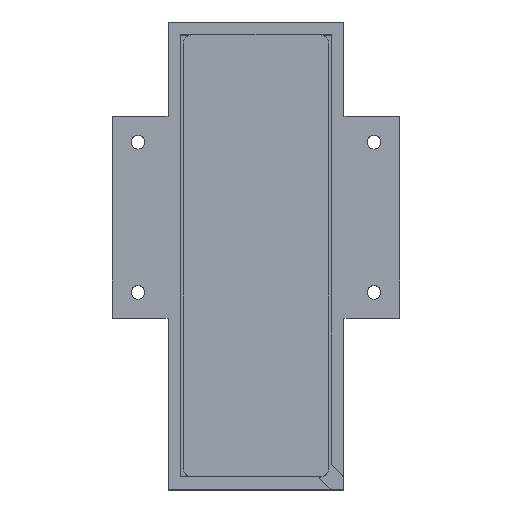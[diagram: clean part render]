
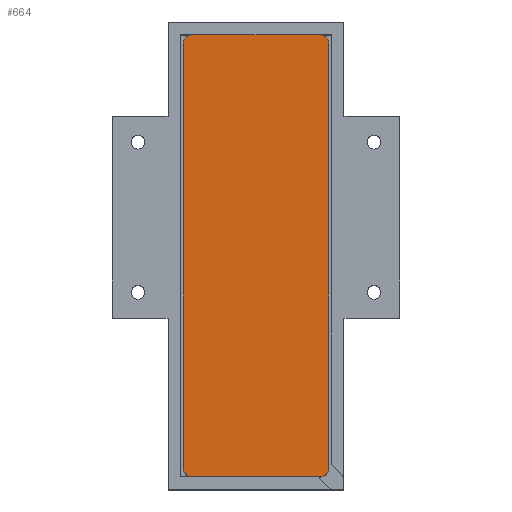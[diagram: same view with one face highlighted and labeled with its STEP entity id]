
A CAD part, top view. The second image highlights one B-rep face of the part: STEP entity #664.
In plain terms, the highlighted planar face has unit normal (0, 0, 1).
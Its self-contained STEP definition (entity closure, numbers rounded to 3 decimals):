
#36=PLANE('',#723);
#67=FACE_OUTER_BOUND('',#102,.T.);
#102=EDGE_LOOP('',(#501,#502,#503,#504,#505,#506,#507,#508));
#140=LINE('',#959,#217);
#146=LINE('',#980,#223);
#150=LINE('',#991,#227);
#151=LINE('',#993,#228);
#217=VECTOR('',#774,10.);
#223=VECTOR('',#794,10.);
#227=VECTOR('',#808,10.);
#228=VECTOR('',#811,10.);
#290=CIRCLE('',#707,2.);
#295=CIRCLE('',#715,2.);
#296=CIRCLE('',#718,2.);
#297=CIRCLE('',#720,2.);
#306=VERTEX_POINT('',#946);
#307=VERTEX_POINT('',#947);
#311=VERTEX_POINT('',#957);
#317=VERTEX_POINT('',#973);
#318=VERTEX_POINT('',#974);
#319=VERTEX_POINT('',#979);
#320=VERTEX_POINT('',#983);
#321=VERTEX_POINT('',#987);
#368=EDGE_CURVE('',#306,#307,#290,.T.);
#374=EDGE_CURVE('',#306,#311,#140,.T.);
#381=EDGE_CURVE('',#317,#318,#295,.T.);
#384=EDGE_CURVE('',#319,#318,#146,.T.);
#386=EDGE_CURVE('',#319,#320,#296,.T.);
#388=EDGE_CURVE('',#321,#311,#297,.T.);
#390=EDGE_CURVE('',#321,#320,#150,.T.);
#391=EDGE_CURVE('',#317,#307,#151,.T.);
#501=ORIENTED_EDGE('',*,*,#368,.F.);
#502=ORIENTED_EDGE('',*,*,#374,.T.);
#503=ORIENTED_EDGE('',*,*,#388,.F.);
#504=ORIENTED_EDGE('',*,*,#390,.T.);
#505=ORIENTED_EDGE('',*,*,#386,.F.);
#506=ORIENTED_EDGE('',*,*,#384,.T.);
#507=ORIENTED_EDGE('',*,*,#381,.F.);
#508=ORIENTED_EDGE('',*,*,#391,.T.);
#664=ADVANCED_FACE('',(#67),#36,.T.);
#707=AXIS2_PLACEMENT_3D('',#948,#764,#765);
#715=AXIS2_PLACEMENT_3D('',#975,#788,#789);
#718=AXIS2_PLACEMENT_3D('',#984,#798,#799);
#720=AXIS2_PLACEMENT_3D('',#988,#803,#804);
#723=AXIS2_PLACEMENT_3D('',#994,#812,#813);
#764=DIRECTION('center_axis',(0.,0.,-1.));
#765=DIRECTION('ref_axis',(-0.707,0.707,0.));
#774=DIRECTION('',(0.,-1.,0.));
#788=DIRECTION('center_axis',(0.,0.,-1.));
#789=DIRECTION('ref_axis',(0.707,0.707,0.));
#794=DIRECTION('',(0.,1.,0.));
#798=DIRECTION('center_axis',(0.,0.,-1.));
#799=DIRECTION('ref_axis',(0.707,-0.707,0.));
#803=DIRECTION('center_axis',(0.,0.,-1.));
#804=DIRECTION('ref_axis',(-0.707,-0.707,0.));
#808=DIRECTION('',(1.,0.,0.));
#811=DIRECTION('',(-1.,0.,0.));
#812=DIRECTION('center_axis',(0.,0.,1.));
#813=DIRECTION('ref_axis',(1.,0.,0.));
#946=CARTESIAN_POINT('',(-51.5,15.,20.));
#947=CARTESIAN_POINT('',(-49.5,17.,20.));
#948=CARTESIAN_POINT('Origin',(-49.5,15.,20.));
#957=CARTESIAN_POINT('',(-51.5,-15.,20.));
#959=CARTESIAN_POINT('',(-51.5,-17.,20.));
#973=CARTESIAN_POINT('',(49.5,17.,20.));
#974=CARTESIAN_POINT('',(51.5,15.,20.));
#975=CARTESIAN_POINT('Origin',(49.5,15.,20.));
#979=CARTESIAN_POINT('',(51.5,-15.,20.));
#980=CARTESIAN_POINT('',(51.5,17.,20.));
#983=CARTESIAN_POINT('',(49.5,-17.,20.));
#984=CARTESIAN_POINT('Origin',(49.5,-15.,20.));
#987=CARTESIAN_POINT('',(-49.5,-17.,20.));
#988=CARTESIAN_POINT('Origin',(-49.5,-15.,20.));
#991=CARTESIAN_POINT('',(51.5,-17.,20.));
#993=CARTESIAN_POINT('',(-51.5,17.,20.));
#994=CARTESIAN_POINT('Origin',(0.,0.,20.));
